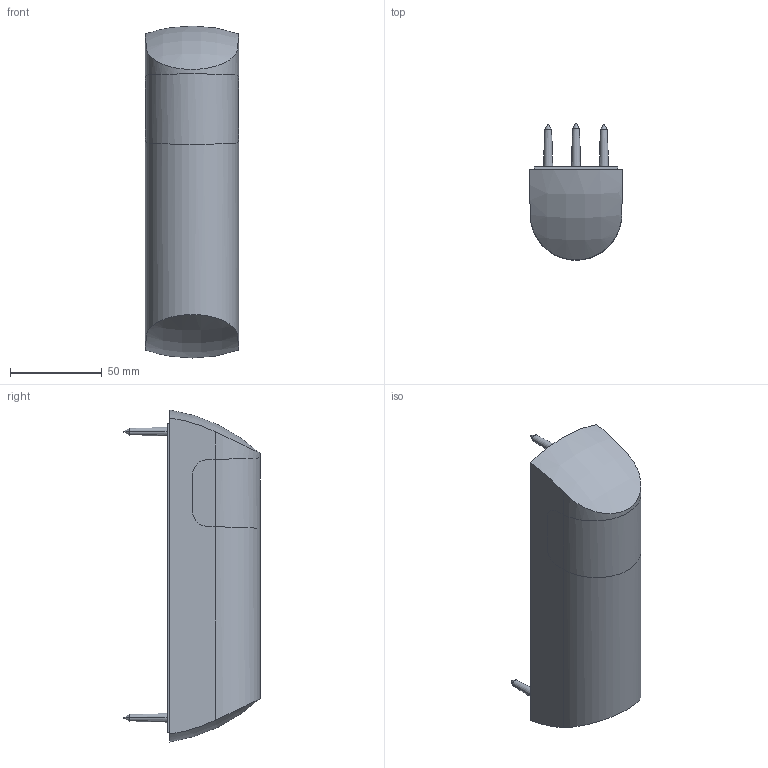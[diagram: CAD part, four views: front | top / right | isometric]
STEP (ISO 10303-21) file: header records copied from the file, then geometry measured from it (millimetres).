
FILE_DESCRIPTION(('Creo Elements/Direct Modeling STEP Export'),'2;1');
FILE_NAME('PD180-simpel.stp','2017-02-06T10:48:51',('Palle Edslev '),('EDSLEV A/S'),'Creo Elements/Direct Modeling STEP processor for AP214 (Solid Model)','Creo Elements/Direct Modeling 18.1H 24-Oct-2015 (C) Parametric Technology GmbH','');
FILE_SCHEMA(('AUTOMOTIVE_DESIGN { 1 0 10303 214 1 1 1 1 }'));
Length unit declared in the file: millimetre
Products named in the file (1): PD180-Simpel
Bounding box: 50.86 x 74.25 x 181.19 mm (x, y, z)
Volume: 373857.2 mm3; surface area: 34861 mm2
Topology: 1 solids, 1 shells, 30 faces, 70 edges, 46 vertices
Faces by surface type: plane 13, cone 12, cylinder 3, torus 2
Entity records: 1790 total; most frequent: CARTESIAN_POINT 1109, ORIENTED_EDGE 140, DIRECTION 114, EDGE_CURVE 70, VERTEX_POINT 46, AXIS2_PLACEMENT_3D 40, VECTOR 34, LINE 34
